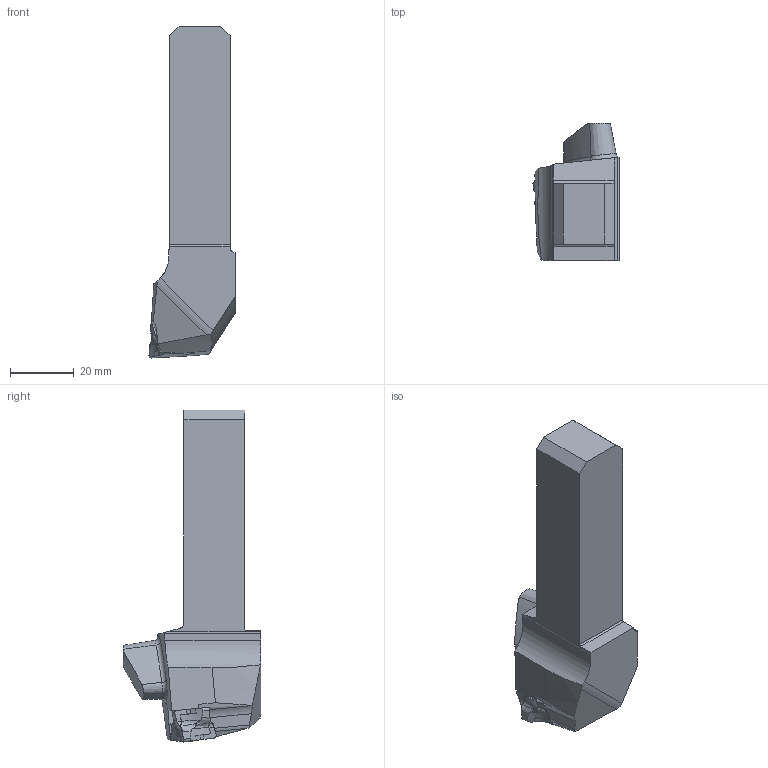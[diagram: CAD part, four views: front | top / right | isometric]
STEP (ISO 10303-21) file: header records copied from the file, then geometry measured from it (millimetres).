
FILE_DESCRIPTION(/* description */ (''),/* implementation_level */ '2;1');
FILE_NAME(/* name */ '1643806770637.stp',/* time_stamp */ '2022-02-02T18:29:53+06:00',/* author */ (''),/* organization */ ('SMS'),/* preprocessor_version */ 'ST-DEVELOPER v16.7',/* originating_system */ 'SIEMENS PLM Software NX 12.0',/* authorisation */ '');
FILE_SCHEMA (('AUTOMOTIVE_DESIGN { 1 0 10303 214 3 1 1 1 }'));
Length unit declared in the file: millimetre
Products named in the file (4): 203724673mod000_00; 203738754mod000_00; ASSEMBLY_CONSTRUCTION; 203738753mod000_00
Assembly tree (3 placements, depth 2):
  203738753mod000_00
    ASSEMBLY_CONSTRUCTION
    203738754mod000_00
    203724673mod000_00
Bounding box: 26.96 x 42.91 x 103.92 mm (x, y, z)
Volume: 47402 mm3; surface area: 10753.6 mm2
Topology: 2 solids, 2 shells, 186 faces, 527 edges, 354 vertices
Faces by surface type: plane 89, cylinder 57, extrusion 16, bspline 12, cone 6, torus 6
Entity records: 9328 total; most frequent: CARTESIAN_POINT 4540, ORIENTED_EDGE 1052, DIRECTION 852, EDGE_CURVE 526, VERTEX_POINT 344, AXIS2_PLACEMENT_3D 289, VECTOR 274, LINE 258
